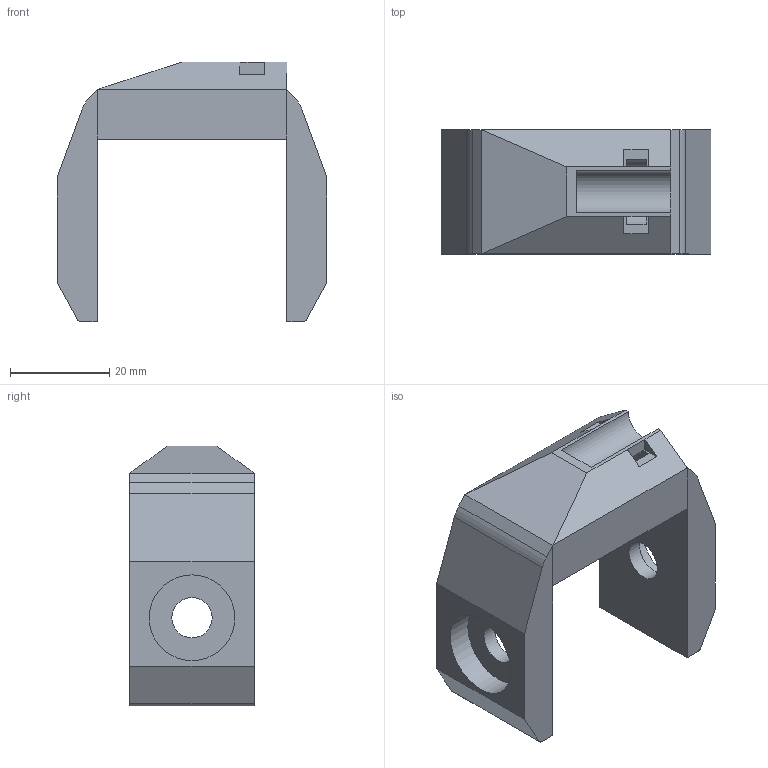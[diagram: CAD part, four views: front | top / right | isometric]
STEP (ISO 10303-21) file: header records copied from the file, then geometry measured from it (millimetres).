
FILE_DESCRIPTION(('FreeCAD Model'),'2;1');
FILE_NAME( 'y-rod-mount-thin.step', '2020-03-12T08:33:16',('Author'),(''), 'Open CASCADE STEP processor 7.3','FreeCAD','Unknown');
FILE_SCHEMA(('AUTOMOTIVE_DESIGN { 1 0 10303 214 1 1 1 1 }'));
Length unit declared in the file: millimetre
Products named in the file (1): y-rod-mount-thin
Bounding box: 54.3 x 25 x 52.3 mm (x, y, z)
Volume: 24141.4 mm3; surface area: 9359.8 mm2
Topology: 1 solids, 1 shells, 48 faces, 116 edges, 72 vertices
Faces by surface type: plane 37, cylinder 11
Full cylindrical faces by diameter (mm): 8.1 x2, 17.25 x2
Entity records: 2918 total; most frequent: CARTESIAN_POINT 475, DIRECTION 467, LINE 304, VECTOR 304, ORIENTED_EDGE 232, PCURVE 232, DEFINITIONAL_REPRESENTATION 232, EDGE_CURVE 116
